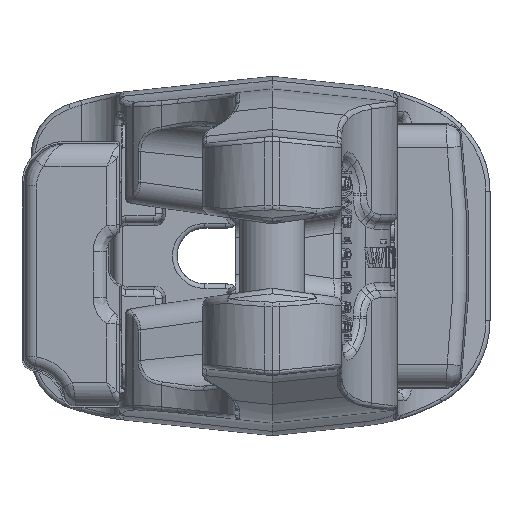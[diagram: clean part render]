
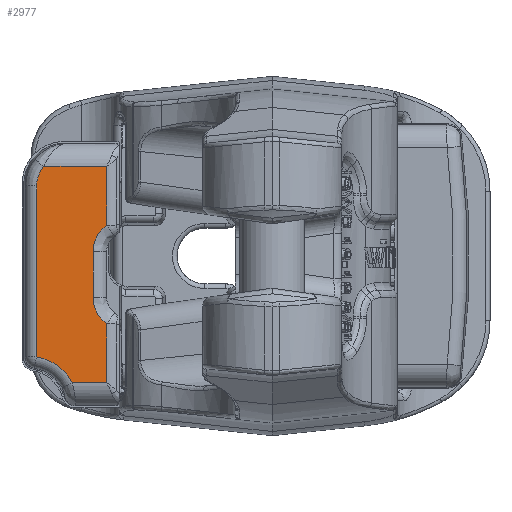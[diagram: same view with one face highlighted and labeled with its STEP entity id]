
A CAD part, front view. The second image highlights one B-rep face of the part: STEP entity #2977.
In plain terms, the highlighted planar face has unit normal (0, -1, 0).
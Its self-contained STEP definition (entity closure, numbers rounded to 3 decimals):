
#946=ELLIPSE('',#24745,7.077,7.);
#947=ELLIPSE('',#24746,7.077,7.);
#965=ELLIPSE('',#24979,6.571,6.5);
#1470=PLANE('',#24980);
#2977=ADVANCED_FACE('',(#4644),#1470,.F.);
#4644=FACE_OUTER_BOUND('',#6110,.T.);
#6110=EDGE_LOOP('',(#13875,#13876,#13877,#13878,#13879,#13880,#13881,#13882,
#13883,#13884));
#13875=ORIENTED_EDGE('',*,*,#19418,.T.);
#13876=ORIENTED_EDGE('',*,*,#19419,.T.);
#13877=ORIENTED_EDGE('',*,*,#19420,.T.);
#13878=ORIENTED_EDGE('',*,*,#19408,.T.);
#13879=ORIENTED_EDGE('',*,*,#18993,.T.);
#13880=ORIENTED_EDGE('',*,*,#18988,.T.);
#13881=ORIENTED_EDGE('',*,*,#18995,.T.);
#13882=ORIENTED_EDGE('',*,*,#19404,.T.);
#13883=ORIENTED_EDGE('',*,*,#19421,.T.);
#13884=ORIENTED_EDGE('',*,*,#19422,.T.);
#15810=VERTEX_POINT('',#58631);
#15812=VERTEX_POINT('',#58636);
#15815=VERTEX_POINT('',#58644);
#15818=VERTEX_POINT('',#58649);
#16081=VERTEX_POINT('',#60479);
#16084=VERTEX_POINT('',#60520);
#16089=VERTEX_POINT('',#60601);
#16090=VERTEX_POINT('',#60602);
#16091=VERTEX_POINT('',#60604);
#16092=VERTEX_POINT('',#60607);
#18988=EDGE_CURVE('',#15815,#15818,#20532,.T.);
#18993=EDGE_CURVE('',#15810,#15815,#946,.T.);
#18995=EDGE_CURVE('',#15818,#15812,#947,.T.);
#19404=EDGE_CURVE('',#15812,#16081,#20727,.T.);
#19408=EDGE_CURVE('',#16084,#15810,#20730,.T.);
#19418=EDGE_CURVE('',#16089,#16090,#20733,.T.);
#19419=EDGE_CURVE('',#16090,#16091,#23027,.T.);
#19420=EDGE_CURVE('',#16091,#16084,#20734,.T.);
#19421=EDGE_CURVE('',#16081,#16092,#20735,.T.);
#19422=EDGE_CURVE('',#16092,#16089,#965,.T.);
#20532=LINE('',#58650,#22007);
#20727=LINE('',#60478,#22222);
#20730=LINE('',#60519,#22225);
#20733=LINE('',#60600,#22228);
#20734=LINE('',#60605,#22229);
#20735=LINE('',#60606,#22230);
#22007=VECTOR('',#29669,1.);
#22222=VECTOR('',#30338,1.);
#22225=VECTOR('',#30343,1.);
#22228=VECTOR('',#30360,1.);
#22229=VECTOR('',#30363,1.);
#22230=VECTOR('',#30364,1.);
#23027=CIRCLE('',#24978,10.934);
#24745=AXIS2_PLACEMENT_3D('',#58688,#29674,#29675);
#24746=AXIS2_PLACEMENT_3D('',#58705,#29676,#29677);
#24978=AXIS2_PLACEMENT_3D('',#60603,#30361,#30362);
#24979=AXIS2_PLACEMENT_3D('',#60608,#30365,#30366);
#24980=AXIS2_PLACEMENT_3D('',#60609,#30367,#30368);
#29669=DIRECTION('',(0.,0.,1.));
#29674=DIRECTION('',(0.,1.,0.));
#29675=DIRECTION('',(-0.707,0.,-0.707));
#29676=DIRECTION('',(0.,1.,0.));
#29677=DIRECTION('',(-0.707,0.,0.707));
#30338=DIRECTION('',(0.,0.,1.));
#30343=DIRECTION('',(0.,0.,1.));
#30360=DIRECTION('',(0.,0.,-1.));
#30361=DIRECTION('',(0.,1.,0.));
#30362=DIRECTION('',(0.,0.,1.));
#30363=DIRECTION('',(1.,0.,0.));
#30364=DIRECTION('',(-1.,0.,0.));
#30365=DIRECTION('',(0.,-1.,0.));
#30366=DIRECTION('',(0.707,0.,-0.707));
#30367=DIRECTION('',(0.,1.,0.));
#30368=DIRECTION('',(0.,0.,1.));
#58631=CARTESIAN_POINT('',(-35.676,120.25,-14.625));
#58636=CARTESIAN_POINT('',(-35.676,120.25,6.625));
#58644=CARTESIAN_POINT('',(-38.634,120.25,-8.923));
#58649=CARTESIAN_POINT('',(-38.634,120.25,0.923));
#58650=CARTESIAN_POINT('',(-38.634,120.25,-4.));
#58688=CARTESIAN_POINT('',(-31.596,120.25,-8.846));
#58705=CARTESIAN_POINT('',(-31.596,120.25,0.846));
#60478=CARTESIAN_POINT('',(-35.676,120.25,23.817));
#60479=CARTESIAN_POINT('',(-35.676,120.25,19.315));
#60519=CARTESIAN_POINT('',(-35.676,120.25,23.817));
#60520=CARTESIAN_POINT('',(-35.676,120.25,-27.315));
#60600=CARTESIAN_POINT('',(-50.816,120.25,-4.));
#60601=CARTESIAN_POINT('',(-50.816,120.25,15.101));
#60602=CARTESIAN_POINT('',(-50.816,120.25,-21.738));
#60603=CARTESIAN_POINT('',(-52.75,120.25,-32.5));
#60604=CARTESIAN_POINT('',(-43.123,120.25,-27.315));
#60605=CARTESIAN_POINT('',(-43.75,120.25,-27.315));
#60606=CARTESIAN_POINT('',(-43.75,120.25,19.315));
#60607=CARTESIAN_POINT('',(-49.262,120.25,19.315));
#60608=CARTESIAN_POINT('',(-44.28,120.25,15.03));
#60609=CARTESIAN_POINT('',(-43.75,120.25,-4.));
